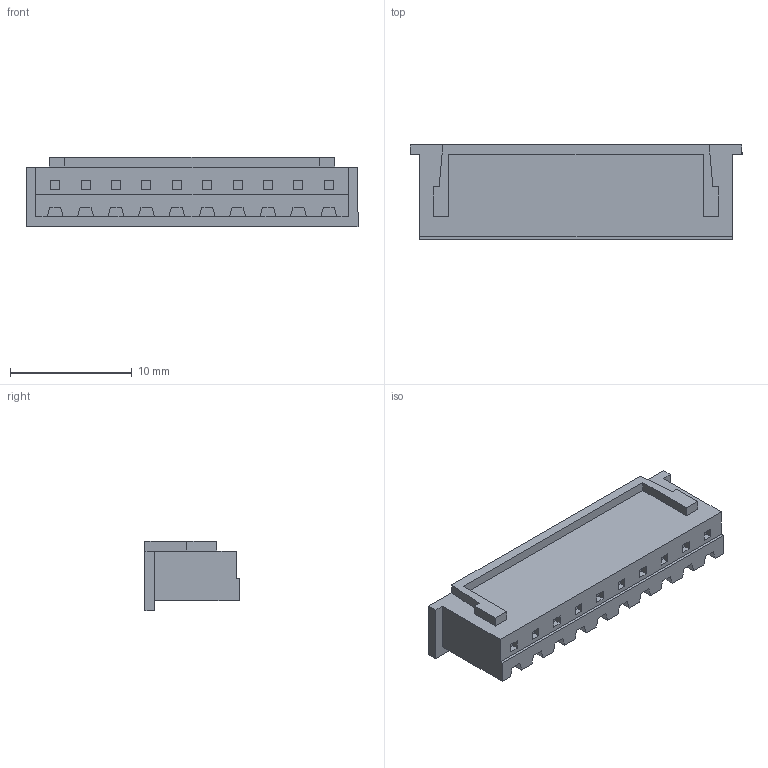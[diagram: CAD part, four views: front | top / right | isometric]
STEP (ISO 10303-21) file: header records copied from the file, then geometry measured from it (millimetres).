
FILE_DESCRIPTION (( 'STEP AP214' ), '1' );
FILE_NAME ('XHP-10.STEP', '2011-06-08T09:45:04', ( '9g-mnaganawa' ), ( 'ｊｓｔ－ｏｅｃ' ), 'SwSTEP 2.0', 'SolidWorks 2005235', '' );
FILE_SCHEMA (( 'AUTOMOTIVE_DESIGN' ));
Length unit declared in the file: millimetre
Products named in the file (1): XHP-10
Bounding box: 27.3 x 7.75 x 5.7 mm (x, y, z)
Volume: 793.5 mm3; surface area: 884.8 mm2
Topology: 1 solids, 1 shells, 204 faces, 546 edges, 364 vertices
Faces by surface type: plane 204
Entity records: 6253 total; most frequent: CARTESIAN_POINT 1115, ORIENTED_EDGE 1092, DIRECTION 956, EDGE_CURVE 546, LINE 546, VECTOR 546, VERTEX_POINT 364, EDGE_LOOP 224
